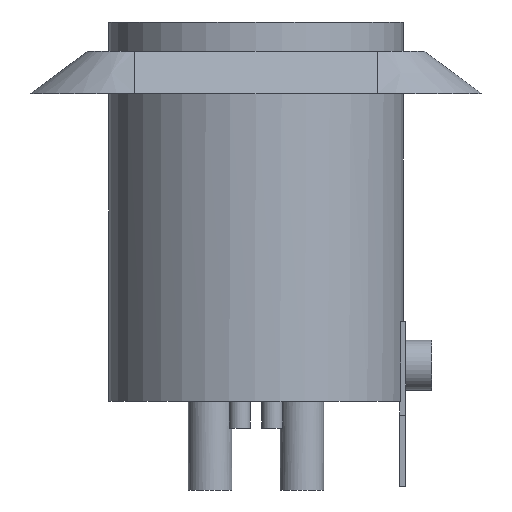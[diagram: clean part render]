
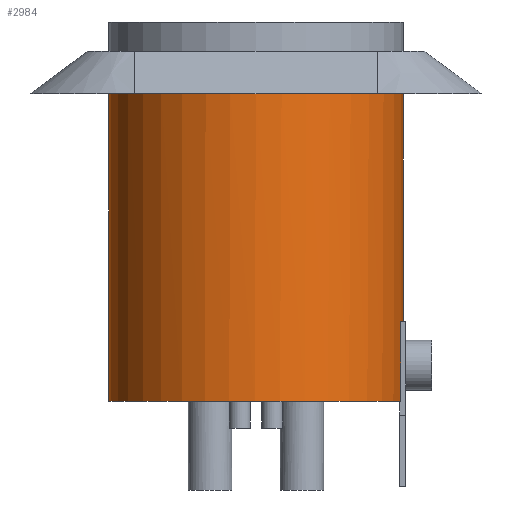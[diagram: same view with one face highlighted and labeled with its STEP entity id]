
A CAD part, front view. The second image highlights one B-rep face of the part: STEP entity #2984.
In plain terms, the highlighted cylindrical face has radius 11.8 mm (diameter 23.6 mm), a partial arc.
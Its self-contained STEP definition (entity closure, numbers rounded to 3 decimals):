
#461=DIRECTION('',(0.,0.,1.));
#462=VECTOR('',#461,18.256);
#463=CARTESIAN_POINT('',(11.8,0.,-24.006));
#464=LINE('',#463,#462);
#535=DIRECTION('',(0.,0.,1.));
#536=VECTOR('',#535,6.394);
#537=CARTESIAN_POINT('',(11.581,-2.265,-30.4));
#538=LINE('',#537,#536);
#539=DIRECTION('',(0.,0.,1.));
#540=VECTOR('',#539,24.65);
#541=CARTESIAN_POINT('',(-11.8,0.,-30.4));
#542=LINE('',#541,#540);
#543=CARTESIAN_POINT('',(0.,0.,-5.75));
#544=DIRECTION('',(0.,0.,1.));
#545=DIRECTION('',(-1.,0.,0.));
#546=AXIS2_PLACEMENT_3D('',#543,#544,#545);
#548=CARTESIAN_POINT('',(0.,0.,-24.006));
#549=DIRECTION('',(0.,0.,1.));
#550=DIRECTION('',(0.981,-0.192,0.));
#551=AXIS2_PLACEMENT_3D('',#548,#549,#550);
#732=CARTESIAN_POINT('',(0.,0.,-30.4));
#733=DIRECTION('',(0.,0.,-1.));
#734=DIRECTION('',(0.981,-0.192,0.));
#735=AXIS2_PLACEMENT_3D('',#732,#733,#734);
#2145=CARTESIAN_POINT('',(11.8,0.,-5.75));
#2146=CARTESIAN_POINT('',(-11.8,0.,-5.75));
#2147=VERTEX_POINT('',#2145);
#2148=VERTEX_POINT('',#2146);
#2153=CARTESIAN_POINT('',(-11.8,0.,-30.4));
#2154=VERTEX_POINT('',#2153);
#2395=CARTESIAN_POINT('',(11.581,-2.265,-30.4));
#2396=VERTEX_POINT('',#2395);
#2401=CARTESIAN_POINT('',(11.8,0.,-24.006));
#2402=VERTEX_POINT('',#2401);
#2403=CARTESIAN_POINT('',(11.581,-2.265,-24.006));
#2404=VERTEX_POINT('',#2403);
#2967=CARTESIAN_POINT('',(0.,0.,0.));
#2968=DIRECTION('',(0.,0.,1.));
#2969=DIRECTION('',(1.,0.,0.));
#2970=AXIS2_PLACEMENT_3D('',#2967,#2968,#2969);
#2971=CYLINDRICAL_SURFACE('',#2970,11.8);
#2973=ORIENTED_EDGE('',*,*,#2972,.F.);
#2975=ORIENTED_EDGE('',*,*,#2974,.T.);
#2976=ORIENTED_EDGE('',*,*,#2907,.T.);
#2978=ORIENTED_EDGE('',*,*,#2977,.T.);
#2979=ORIENTED_EDGE('',*,*,#2903,.F.);
#2981=ORIENTED_EDGE('',*,*,#2980,.F.);
#2982=EDGE_LOOP('',(#2973,#2975,#2976,#2978,#2979,#2981));
#2983=FACE_OUTER_BOUND('',#2982,.F.);
#547=CIRCLE('',#546,11.8);
#552=CIRCLE('',#551,11.8);
#736=CIRCLE('',#735,11.8);
#2903=EDGE_CURVE('',#2402,#2147,#464,.T.);
#2907=EDGE_CURVE('',#2154,#2148,#542,.T.);
#2972=EDGE_CURVE('',#2396,#2404,#538,.T.);
#2974=EDGE_CURVE('',#2396,#2154,#736,.T.);
#2977=EDGE_CURVE('',#2148,#2147,#547,.T.);
#2980=EDGE_CURVE('',#2404,#2402,#552,.T.);
#2984=ADVANCED_FACE('',(#2983),#2971,.T.);
